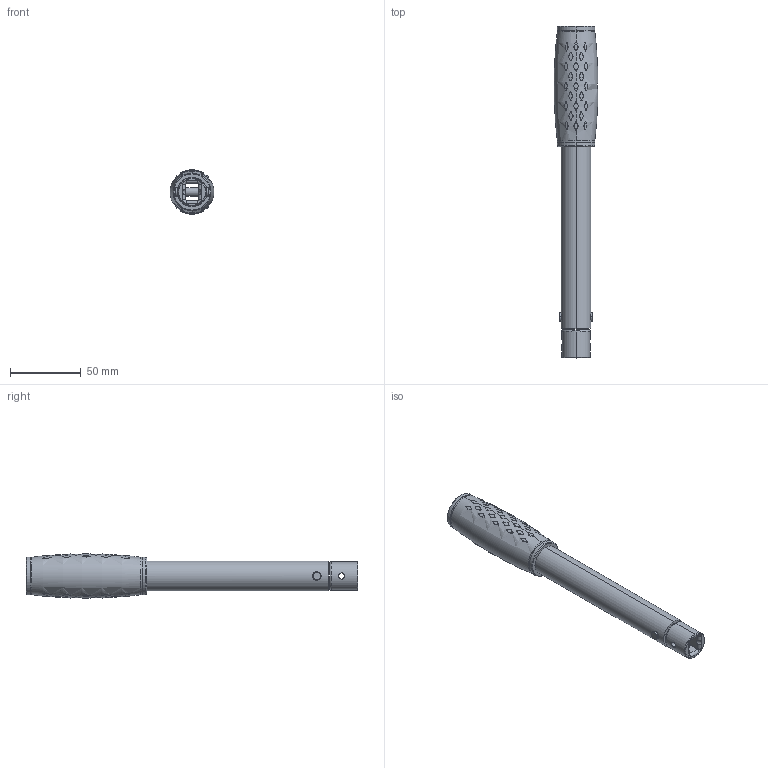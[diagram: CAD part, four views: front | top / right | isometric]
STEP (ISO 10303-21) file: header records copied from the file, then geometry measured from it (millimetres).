
FILE_DESCRIPTION (( 'STEP AP214' ), '1' );
FILE_NAME ('8439004102.STEP', '2016-12-13T07:30:50', ( '' ), ( '' ), 'SwSTEP 2.0', 'SolidWorks 2016', '' );
FILE_SCHEMA (( 'AUTOMOTIVE_DESIGN' ));
Length unit declared in the file: millimetre
Products named in the file (1): 8439004102
Bounding box: 30.93 x 234 x 31.41 mm (x, y, z)
Surface area: 34025.3 mm2 (no closed solid volume)
Topology: 0 solids, 6 shells, 411 faces, 1364 edges, 882 vertices
Faces by surface type: bspline 341, cylinder 36, plane 14, cone 12, torus 8
Entity records: 34068 total; most frequent: CARTESIAN_POINT 21282, ORIENTED_EDGE 2278, EDGE_CURVE 1334, B_SPLINE_CURVE_WITH_KNOTS 1150, VERTEX_POINT 882, EDGE_LOOP 461, UNCERTAINTY_MEASURE_WITH_UNIT 413, FILL_AREA_STYLE_COLOUR 412
